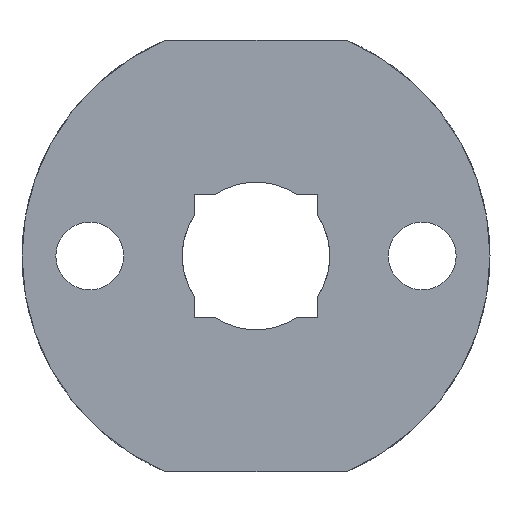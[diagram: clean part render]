
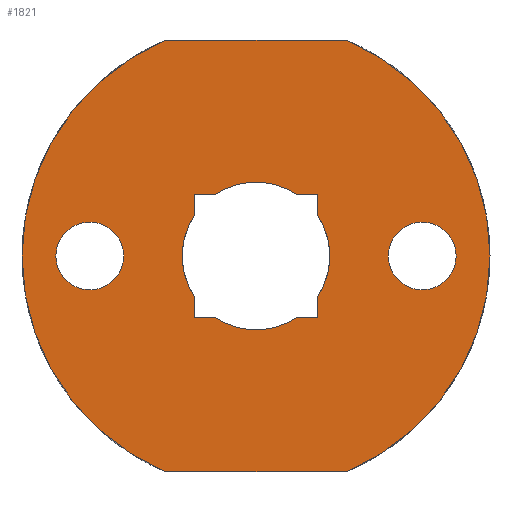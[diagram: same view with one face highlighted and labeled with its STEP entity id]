
A CAD part, front view. The second image highlights one B-rep face of the part: STEP entity #1821.
In plain terms, the highlighted planar face has unit normal (0, -1, 0).
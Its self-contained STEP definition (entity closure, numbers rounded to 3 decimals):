
#45=FACE_BOUND('',#325,.T.);
#46=FACE_BOUND('',#326,.T.);
#47=FACE_BOUND('',#327,.T.);
#88=CIRCLE('',#1964,19.);
#89=CIRCLE('',#1965,19.);
#90=CIRCLE('',#1966,6.);
#91=CIRCLE('',#1967,6.);
#92=CIRCLE('',#1968,6.);
#93=CIRCLE('',#1969,6.);
#94=CIRCLE('',#1970,2.75);
#95=CIRCLE('',#1971,2.75);
#96=CIRCLE('',#1972,2.75);
#97=CIRCLE('',#1973,2.75);
#172=PLANE('',#1963);
#228=FACE_OUTER_BOUND('',#324,.T.);
#324=EDGE_LOOP('',(#1231,#1232,#1233,#1234));
#325=EDGE_LOOP('',(#1235,#1236,#1237,#1238,#1239,#1240,#1241,#1242,#1243,
#1244,#1245,#1246));
#326=EDGE_LOOP('',(#1247,#1248));
#327=EDGE_LOOP('',(#1249,#1250));
#447=LINE('',#2840,#579);
#448=LINE('',#2844,#580);
#449=LINE('',#2848,#581);
#450=LINE('',#2850,#582);
#451=LINE('',#2854,#583);
#452=LINE('',#2856,#584);
#453=LINE('',#2860,#585);
#454=LINE('',#2862,#586);
#455=LINE('',#2866,#587);
#456=LINE('',#2868,#588);
#579=VECTOR('',#2233,1000.);
#580=VECTOR('',#2236,1000.);
#581=VECTOR('',#2239,1000.);
#582=VECTOR('',#2240,1000.);
#583=VECTOR('',#2243,1000.);
#584=VECTOR('',#2244,1000.);
#585=VECTOR('',#2247,1000.);
#586=VECTOR('',#2248,1000.);
#587=VECTOR('',#2251,1000.);
#588=VECTOR('',#2252,1000.);
#761=VERTEX_POINT('',#2838);
#762=VERTEX_POINT('',#2839);
#763=VERTEX_POINT('',#2841);
#764=VERTEX_POINT('',#2843);
#765=VERTEX_POINT('',#2846);
#766=VERTEX_POINT('',#2847);
#767=VERTEX_POINT('',#2849);
#768=VERTEX_POINT('',#2851);
#769=VERTEX_POINT('',#2853);
#770=VERTEX_POINT('',#2855);
#771=VERTEX_POINT('',#2857);
#772=VERTEX_POINT('',#2859);
#773=VERTEX_POINT('',#2861);
#774=VERTEX_POINT('',#2863);
#775=VERTEX_POINT('',#2865);
#776=VERTEX_POINT('',#2867);
#777=VERTEX_POINT('',#2870);
#778=VERTEX_POINT('',#2871);
#779=VERTEX_POINT('',#2874);
#780=VERTEX_POINT('',#2875);
#953=EDGE_CURVE('',#761,#762,#447,.T.);
#954=EDGE_CURVE('',#763,#761,#88,.T.);
#955=EDGE_CURVE('',#764,#763,#448,.T.);
#956=EDGE_CURVE('',#762,#764,#89,.T.);
#957=EDGE_CURVE('',#765,#766,#449,.T.);
#958=EDGE_CURVE('',#767,#765,#450,.T.);
#959=EDGE_CURVE('',#767,#768,#90,.T.);
#960=EDGE_CURVE('',#769,#768,#451,.T.);
#961=EDGE_CURVE('',#770,#769,#452,.T.);
#962=EDGE_CURVE('',#770,#771,#91,.T.);
#963=EDGE_CURVE('',#772,#771,#453,.T.);
#964=EDGE_CURVE('',#773,#772,#454,.T.);
#965=EDGE_CURVE('',#773,#774,#92,.T.);
#966=EDGE_CURVE('',#775,#774,#455,.T.);
#967=EDGE_CURVE('',#776,#775,#456,.T.);
#968=EDGE_CURVE('',#776,#766,#93,.T.);
#969=EDGE_CURVE('',#777,#778,#94,.T.);
#970=EDGE_CURVE('',#778,#777,#95,.T.);
#971=EDGE_CURVE('',#779,#780,#96,.T.);
#972=EDGE_CURVE('',#780,#779,#97,.T.);
#1231=ORIENTED_EDGE('',*,*,#953,.F.);
#1232=ORIENTED_EDGE('',*,*,#954,.F.);
#1233=ORIENTED_EDGE('',*,*,#955,.F.);
#1234=ORIENTED_EDGE('',*,*,#956,.F.);
#1235=ORIENTED_EDGE('',*,*,#957,.F.);
#1236=ORIENTED_EDGE('',*,*,#958,.F.);
#1237=ORIENTED_EDGE('',*,*,#959,.T.);
#1238=ORIENTED_EDGE('',*,*,#960,.F.);
#1239=ORIENTED_EDGE('',*,*,#961,.F.);
#1240=ORIENTED_EDGE('',*,*,#962,.T.);
#1241=ORIENTED_EDGE('',*,*,#963,.F.);
#1242=ORIENTED_EDGE('',*,*,#964,.F.);
#1243=ORIENTED_EDGE('',*,*,#965,.T.);
#1244=ORIENTED_EDGE('',*,*,#966,.F.);
#1245=ORIENTED_EDGE('',*,*,#967,.F.);
#1246=ORIENTED_EDGE('',*,*,#968,.T.);
#1247=ORIENTED_EDGE('',*,*,#969,.F.);
#1248=ORIENTED_EDGE('',*,*,#970,.F.);
#1249=ORIENTED_EDGE('',*,*,#971,.T.);
#1250=ORIENTED_EDGE('',*,*,#972,.T.);
#1821=ADVANCED_FACE('',(#228,#45,#46,#47),#172,.F.);
#1963=AXIS2_PLACEMENT_3D('',#2837,#2231,#2232);
#1964=AXIS2_PLACEMENT_3D('',#2842,#2234,#2235);
#1965=AXIS2_PLACEMENT_3D('',#2845,#2237,#2238);
#1966=AXIS2_PLACEMENT_3D('',#2852,#2241,#2242);
#1967=AXIS2_PLACEMENT_3D('',#2858,#2245,#2246);
#1968=AXIS2_PLACEMENT_3D('',#2864,#2249,#2250);
#1969=AXIS2_PLACEMENT_3D('',#2869,#2253,#2254);
#1970=AXIS2_PLACEMENT_3D('',#2872,#2255,#2256);
#1971=AXIS2_PLACEMENT_3D('',#2873,#2257,#2258);
#1972=AXIS2_PLACEMENT_3D('',#2876,#2259,#2260);
#1973=AXIS2_PLACEMENT_3D('',#2877,#2261,#2262);
#2231=DIRECTION('center_axis',(0.,1.,0.));
#2232=DIRECTION('ref_axis',(0.,0.,1.));
#2233=DIRECTION('',(-1.,0.,0.));
#2234=DIRECTION('center_axis',(0.,1.,0.));
#2235=DIRECTION('ref_axis',(1.,0.,0.));
#2236=DIRECTION('',(1.,0.,0.));
#2237=DIRECTION('center_axis',(0.,1.,0.));
#2238=DIRECTION('ref_axis',(1.,0.,0.));
#2239=DIRECTION('',(0.,0.,-1.));
#2240=DIRECTION('',(-1.,0.,0.));
#2241=DIRECTION('center_axis',(0.,1.,0.));
#2242=DIRECTION('ref_axis',(-1.,0.,0.));
#2243=DIRECTION('',(-1.,0.,0.));
#2244=DIRECTION('',(0.,0.,1.));
#2245=DIRECTION('center_axis',(0.,1.,0.));
#2246=DIRECTION('ref_axis',(-1.,0.,0.));
#2247=DIRECTION('',(0.,0.,1.));
#2248=DIRECTION('',(1.,0.,0.));
#2249=DIRECTION('center_axis',(0.,1.,0.));
#2250=DIRECTION('ref_axis',(-1.,0.,0.));
#2251=DIRECTION('',(1.,0.,0.));
#2252=DIRECTION('',(0.,0.,-1.));
#2253=DIRECTION('center_axis',(0.,1.,0.));
#2254=DIRECTION('ref_axis',(-1.,0.,0.));
#2255=DIRECTION('center_axis',(0.,-1.,0.));
#2256=DIRECTION('ref_axis',(0.,0.,-1.));
#2257=DIRECTION('center_axis',(0.,-1.,0.));
#2258=DIRECTION('ref_axis',(0.,0.,-1.));
#2259=DIRECTION('center_axis',(0.,1.,0.));
#2260=DIRECTION('ref_axis',(0.,0.,1.));
#2261=DIRECTION('center_axis',(0.,1.,0.));
#2262=DIRECTION('ref_axis',(0.,0.,1.));
#2837=CARTESIAN_POINT('Origin',(0.,0.,0.));
#2838=CARTESIAN_POINT('',(7.399,0.,-17.5));
#2839=CARTESIAN_POINT('',(-7.399,0.,-17.5));
#2840=CARTESIAN_POINT('',(7.399,0.,-17.5));
#2841=CARTESIAN_POINT('',(7.399,0.,17.5));
#2842=CARTESIAN_POINT('Origin',(0.,0.,0.));
#2843=CARTESIAN_POINT('',(-7.399,0.,17.5));
#2844=CARTESIAN_POINT('',(-7.399,0.,17.5));
#2845=CARTESIAN_POINT('Origin',(0.,0.,0.));
#2846=CARTESIAN_POINT('',(-5.,0.,5.));
#2847=CARTESIAN_POINT('',(-5.,0.,3.317));
#2848=CARTESIAN_POINT('',(-5.,0.,0.));
#2849=CARTESIAN_POINT('',(-3.317,0.,5.));
#2850=CARTESIAN_POINT('',(0.,0.,5.));
#2851=CARTESIAN_POINT('',(3.317,0.,5.));
#2852=CARTESIAN_POINT('Origin',(0.,0.,0.));
#2853=CARTESIAN_POINT('',(5.,0.,5.));
#2854=CARTESIAN_POINT('',(0.,0.,5.));
#2855=CARTESIAN_POINT('',(5.,0.,3.317));
#2856=CARTESIAN_POINT('',(5.,0.,0.));
#2857=CARTESIAN_POINT('',(5.,0.,-3.317));
#2858=CARTESIAN_POINT('Origin',(0.,0.,0.));
#2859=CARTESIAN_POINT('',(5.,0.,-5.));
#2860=CARTESIAN_POINT('',(5.,0.,0.));
#2861=CARTESIAN_POINT('',(3.317,0.,-5.));
#2862=CARTESIAN_POINT('',(0.,0.,-5.));
#2863=CARTESIAN_POINT('',(-3.317,0.,-5.));
#2864=CARTESIAN_POINT('Origin',(0.,0.,0.));
#2865=CARTESIAN_POINT('',(-5.,0.,-5.));
#2866=CARTESIAN_POINT('',(0.,0.,-5.));
#2867=CARTESIAN_POINT('',(-5.,0.,-3.317));
#2868=CARTESIAN_POINT('',(-5.,0.,0.));
#2869=CARTESIAN_POINT('Origin',(0.,0.,0.));
#2870=CARTESIAN_POINT('',(13.5,0.,-2.75));
#2871=CARTESIAN_POINT('',(13.5,0.,2.75));
#2872=CARTESIAN_POINT('Origin',(13.5,0.,0.));
#2873=CARTESIAN_POINT('Origin',(13.5,0.,0.));
#2874=CARTESIAN_POINT('',(-13.5,0.,2.75));
#2875=CARTESIAN_POINT('',(-13.5,0.,-2.75));
#2876=CARTESIAN_POINT('Origin',(-13.5,0.,0.));
#2877=CARTESIAN_POINT('Origin',(-13.5,0.,0.));
